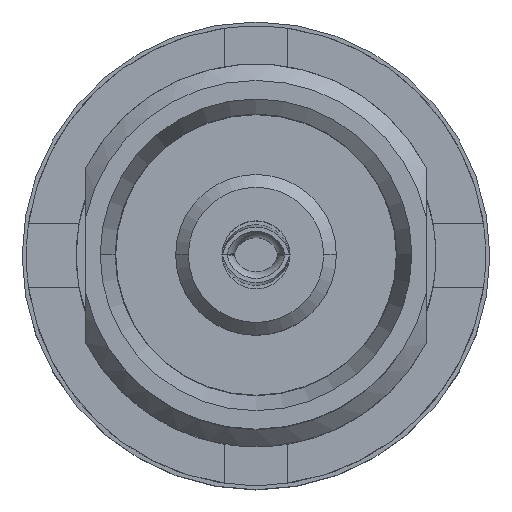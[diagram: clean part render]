
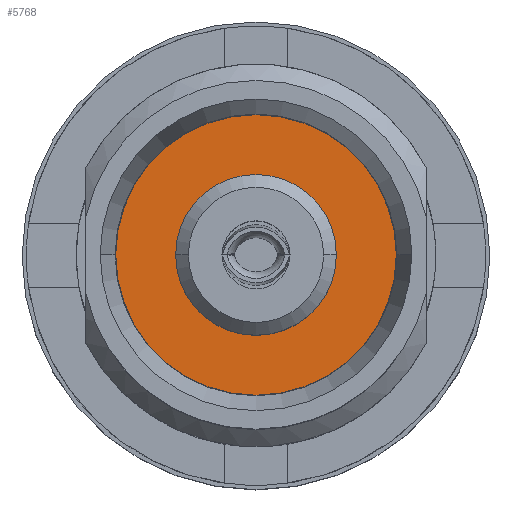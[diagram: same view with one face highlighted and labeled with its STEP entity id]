
A CAD part, top view. The second image highlights one B-rep face of the part: STEP entity #5768.
In plain terms, the highlighted planar face has unit normal (0, 0, 1).
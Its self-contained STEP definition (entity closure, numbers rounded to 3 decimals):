
#8 = CARTESIAN_POINT ( 'NONE',  ( 0., 0., -2.721 ) ) ;
#17 = DIRECTION ( 'NONE',  ( -1., 0., 0. ) ) ;
#116 = VERTEX_POINT ( 'NONE', #119 ) ;
#119 = CARTESIAN_POINT ( 'NONE',  ( 3.3, 0., -2.721 ) ) ;
#127 = DIRECTION ( 'NONE',  ( 0., 0., -1. ) ) ;
#151 = DIRECTION ( 'NONE',  ( -1., 0., 0. ) ) ;
#165 = CARTESIAN_POINT ( 'NONE',  ( 0., 0., -2.721 ) ) ;
#224 = FACE_BOUND ( 'NONE', #5816, .T. ) ;
#236 = CARTESIAN_POINT ( 'NONE',  ( -1.89, 0., -2.721 ) ) ;
#290 = FACE_OUTER_BOUND ( 'NONE', #2543, .T. ) ;
#309 = ORIENTED_EDGE ( 'NONE', *, *, #757, .F. ) ;
#757 = EDGE_CURVE ( 'NONE', #3674, #2853, #1495, .T. ) ;
#780 = ORIENTED_EDGE ( 'NONE', *, *, #3785, .F. ) ;
#832 = CARTESIAN_POINT ( 'NONE',  ( 1.89, 0., -2.721 ) ) ;
#960 = DIRECTION ( 'NONE',  ( 0., 0., -1. ) ) ;
#1072 = EDGE_CURVE ( 'NONE', #2853, #3674, #2571, .T. ) ;
#1404 = ORIENTED_EDGE ( 'NONE', *, *, #2836, .F. ) ;
#1471 = DIRECTION ( 'NONE',  ( 0., 0., 1. ) ) ;
#1495 = CIRCLE ( 'NONE', #1858, 1.89 ) ;
#1858 = AXIS2_PLACEMENT_3D ( 'NONE', #3164, #3170, #3180 ) ;
#1926 = CARTESIAN_POINT ( 'NONE',  ( -3.3, 0., -2.721 ) ) ;
#2052 = VERTEX_POINT ( 'NONE', #1926 ) ;
#2056 = CARTESIAN_POINT ( 'NONE',  ( 0., 0., -2.721 ) ) ;
#2543 = EDGE_LOOP ( 'NONE', ( #780, #1404 ) ) ;
#2571 = CIRCLE ( 'NONE', #2842, 1.89 ) ;
#2771 = DIRECTION ( 'NONE',  ( 0., 0., -1. ) ) ;
#2836 = EDGE_CURVE ( 'NONE', #2052, #116, #4020, .T. ) ;
#2842 = AXIS2_PLACEMENT_3D ( 'NONE', #2056, #1471, #5309 ) ;
#2853 = VERTEX_POINT ( 'NONE', #236 ) ;
#3164 = CARTESIAN_POINT ( 'NONE',  ( 0., 0., -2.721 ) ) ;
#3170 = DIRECTION ( 'NONE',  ( 0., 0., 1. ) ) ;
#3180 = DIRECTION ( 'NONE',  ( -1., 0., 0. ) ) ;
#3674 = VERTEX_POINT ( 'NONE', #832 ) ;
#3785 = EDGE_CURVE ( 'NONE', #116, #2052, #5943, .T. ) ;
#3991 = AXIS2_PLACEMENT_3D ( 'NONE', #165, #127, #151 ) ;
#4020 = CIRCLE ( 'NONE', #3991, 3.3 ) ;
#4198 = DIRECTION ( 'NONE',  ( -1., 0., 0. ) ) ;
#4317 = AXIS2_PLACEMENT_3D ( 'NONE', #8, #960, #4198 ) ;
#4898 = ORIENTED_EDGE ( 'NONE', *, *, #1072, .F. ) ;
#5076 = AXIS2_PLACEMENT_3D ( 'NONE', #5620, #2771, #17 ) ;
#5309 = DIRECTION ( 'NONE',  ( -1., 0., 0. ) ) ;
#5612 = PLANE ( 'NONE',  #4317 ) ;
#5620 = CARTESIAN_POINT ( 'NONE',  ( 0., 0., -2.721 ) ) ;
#5768 = ADVANCED_FACE ( 'NONE', ( #290, #224 ), #5612, .F. ) ;
#5816 = EDGE_LOOP ( 'NONE', ( #309, #4898 ) ) ;
#5943 = CIRCLE ( 'NONE', #5076, 3.3 ) ;
